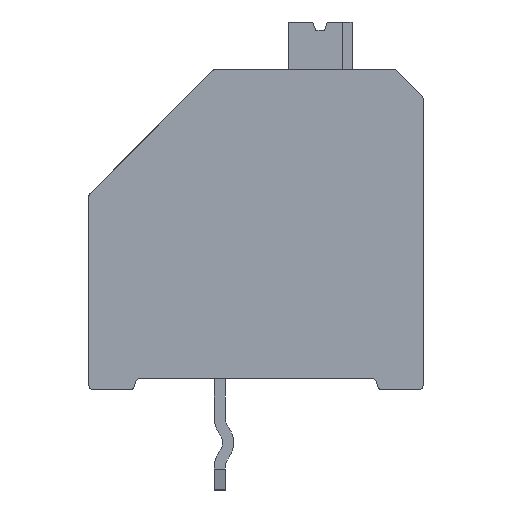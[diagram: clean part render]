
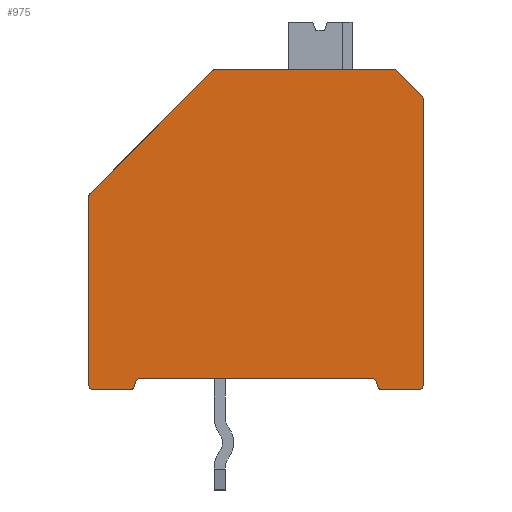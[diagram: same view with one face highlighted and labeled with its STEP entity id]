
A CAD part, front view. The second image highlights one B-rep face of the part: STEP entity #975.
In plain terms, the highlighted planar face has unit normal (0, -1, 0).
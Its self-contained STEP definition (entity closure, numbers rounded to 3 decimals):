
#975 = ADVANCED_FACE( '', ( #1934 ), #1935, .F. );
#1934 = FACE_OUTER_BOUND( '', #2871, .T. );
#1935 = PLANE( '', #2872 );
#2871 = EDGE_LOOP( '', ( #5703, #5704, #5705, #5706, #5707, #5708, #5709, #5710, #5711, #5712, #5713, #5714, #5715, #5716, #5717, #5718, #5719, #5720, #5721, #5722 ) );
#2872 = AXIS2_PLACEMENT_3D( '', #5723, #5724, #5725 );
#5703 = ORIENTED_EDGE( '', *, *, #6502, .F. );
#5704 = ORIENTED_EDGE( '', *, *, #6498, .F. );
#5705 = ORIENTED_EDGE( '', *, *, #6410, .F. );
#5706 = ORIENTED_EDGE( '', *, *, #5907, .F. );
#5707 = ORIENTED_EDGE( '', *, *, #6893, .F. );
#5708 = ORIENTED_EDGE( '', *, *, #6678, .F. );
#5709 = ORIENTED_EDGE( '', *, *, #6529, .F. );
#5710 = ORIENTED_EDGE( '', *, *, #6626, .F. );
#5711 = ORIENTED_EDGE( '', *, *, #6589, .F. );
#5712 = ORIENTED_EDGE( '', *, *, #6829, .F. );
#5713 = ORIENTED_EDGE( '', *, *, #6096, .F. );
#5714 = ORIENTED_EDGE( '', *, *, #5927, .F. );
#5715 = ORIENTED_EDGE( '', *, *, #6436, .F. );
#5716 = ORIENTED_EDGE( '', *, *, #6031, .F. );
#5717 = ORIENTED_EDGE( '', *, *, #5917, .F. );
#5718 = ORIENTED_EDGE( '', *, *, #6810, .F. );
#5719 = ORIENTED_EDGE( '', *, *, #5912, .F. );
#5720 = ORIENTED_EDGE( '', *, *, #6786, .F. );
#5721 = ORIENTED_EDGE( '', *, *, #5774, .F. );
#5722 = ORIENTED_EDGE( '', *, *, #6833, .F. );
#5723 = CARTESIAN_POINT( '', ( 0.17, -2.06, 6.76 ) );
#5724 = DIRECTION( '', ( 0., 1., 0. ) );
#5725 = DIRECTION( '', ( 0., 0., 1. ) );
#5774 = EDGE_CURVE( '', #6915, #6917, #6918, .T. );
#5907 = EDGE_CURVE( '', #7153, #7156, #7157, .T. );
#5912 = EDGE_CURVE( '', #7163, #7165, #7166, .T. );
#5917 = EDGE_CURVE( '', #7171, #7174, #7175, .T. );
#5927 = EDGE_CURVE( '', #7190, #7192, #7193, .T. );
#6031 = EDGE_CURVE( '', #7174, #7377, #7378, .T. );
#6096 = EDGE_CURVE( '', #7192, #7484, #7485, .T. );
#6410 = EDGE_CURVE( '', #7156, #7995, #7996, .T. );
#6436 = EDGE_CURVE( '', #7377, #7190, #8030, .T. );
#6498 = EDGE_CURVE( '', #7995, #8112, #8113, .T. );
#6502 = EDGE_CURVE( '', #8112, #8118, #8119, .T. );
#6529 = EDGE_CURVE( '', #8152, #8155, #8156, .T. );
#6589 = EDGE_CURVE( '', #8240, #8242, #8243, .T. );
#6626 = EDGE_CURVE( '', #8242, #8152, #8288, .T. );
#6678 = EDGE_CURVE( '', #8155, #8351, #8352, .T. );
#6786 = EDGE_CURVE( '', #6917, #7163, #8479, .T. );
#6810 = EDGE_CURVE( '', #7165, #7171, #8505, .T. );
#6829 = EDGE_CURVE( '', #7484, #8240, #8524, .T. );
#6833 = EDGE_CURVE( '', #8118, #6915, #8528, .T. );
#6893 = EDGE_CURVE( '', #8351, #7153, #8589, .T. );
#6915 = VERTEX_POINT( '', #8615 );
#6917 = VERTEX_POINT( '', #8618 );
#6918 = CIRCLE( '', #8619, 0.17 );
#7153 = VERTEX_POINT( '', #8968 );
#7156 = VERTEX_POINT( '', #8972 );
#7157 = LINE( '', #8973, #8974 );
#7163 = VERTEX_POINT( '', #8982 );
#7165 = VERTEX_POINT( '', #8985 );
#7166 = CIRCLE( '', #8986, 0.17 );
#7171 = VERTEX_POINT( '', #8992 );
#7174 = VERTEX_POINT( '', #8996 );
#7175 = CIRCLE( '', #8997, 0.17 );
#7190 = VERTEX_POINT( '', #9017 );
#7192 = VERTEX_POINT( '', #9020 );
#7193 = LINE( '', #9021, #9022 );
#7377 = VERTEX_POINT( '', #9276 );
#7378 = LINE( '', #9277, #9278 );
#7484 = VERTEX_POINT( '', #9426 );
#7485 = CIRCLE( '', #9427, 0.17 );
#7995 = VERTEX_POINT( '', #10181 );
#7996 = CIRCLE( '', #10182, 0.17 );
#8030 = CIRCLE( '', #10229, 0.17 );
#8112 = VERTEX_POINT( '', #10346 );
#8113 = LINE( '', #10347, #10348 );
#8118 = VERTEX_POINT( '', #10355 );
#8119 = CIRCLE( '', #10356, 0.17 );
#8152 = VERTEX_POINT( '', #10404 );
#8155 = VERTEX_POINT( '', #10408 );
#8156 = CIRCLE( '', #10409, 0.17 );
#8240 = VERTEX_POINT( '', #10529 );
#8242 = VERTEX_POINT( '', #10532 );
#8243 = CIRCLE( '', #10533, 0.17 );
#8288 = LINE( '', #10606, #10607 );
#8351 = VERTEX_POINT( '', #10694 );
#8352 = LINE( '', #10695, #10696 );
#8479 = LINE( '', #10877, #10878 );
#8505 = LINE( '', #10914, #10915 );
#8524 = LINE( '', #10939, #10940 );
#8528 = LINE( '', #10945, #10946 );
#8589 = CIRCLE( '', #11018, 0.17 );
#8615 = CARTESIAN_POINT( '', ( 4.45, -2.06, 11.28 ) );
#8618 = CARTESIAN_POINT( '', ( 4.57, -2.06, 11.33 ) );
#8619 = AXIS2_PLACEMENT_3D( '', #11034, #11035, #11036 );
#8968 = CARTESIAN_POINT( '', ( 1.47, -2.06, -0.17 ) );
#8972 = CARTESIAN_POINT( '', ( 0.17, -2.06, -0.17 ) );
#8973 = CARTESIAN_POINT( '', ( 1.47, -2.06, -0.17 ) );
#8974 = VECTOR( '', #11173, 1000. );
#8982 = CARTESIAN_POINT( '', ( 10.93, -2.06, 11.33 ) );
#8985 = CARTESIAN_POINT( '', ( 11.05, -2.06, 11.28 ) );
#8986 = AXIS2_PLACEMENT_3D( '', #11177, #11178, #11179 );
#8992 = CARTESIAN_POINT( '', ( 11.95, -2.06, 10.38 ) );
#8996 = CARTESIAN_POINT( '', ( 12., -2.06, 10.26 ) );
#8997 = AXIS2_PLACEMENT_3D( '', #11185, #11186, #11187 );
#9017 = CARTESIAN_POINT( '', ( 11.83, -2.06, -0.17 ) );
#9020 = CARTESIAN_POINT( '', ( 10.53, -2.06, -0.17 ) );
#9021 = CARTESIAN_POINT( '', ( 11.83, -2.06, -0.17 ) );
#9022 = VECTOR( '', #11197, 1000. );
#9276 = CARTESIAN_POINT( '', ( 12., -2.06, 0. ) );
#9277 = CARTESIAN_POINT( '', ( 12., -2.06, 0. ) );
#9278 = VECTOR( '', #11310, 1000. );
#9426 = CARTESIAN_POINT( '', ( 10.366, -2.06, -0.044 ) );
#9427 = AXIS2_PLACEMENT_3D( '', #11377, #11378, #11379 );
#10181 = CARTESIAN_POINT( '', ( 0., -2.06, 0. ) );
#10182 = AXIS2_PLACEMENT_3D( '', #11714, #11715, #11716 );
#10229 = AXIS2_PLACEMENT_3D( '', #11742, #11743, #11744 );
#10346 = CARTESIAN_POINT( '', ( 0., -2.06, 6.76 ) );
#10347 = CARTESIAN_POINT( '', ( 0., -2.06, 6.76 ) );
#10348 = VECTOR( '', #11795, 1000. );
#10355 = CARTESIAN_POINT( '', ( 0.05, -2.06, 6.88 ) );
#10356 = AXIS2_PLACEMENT_3D( '', #11798, #11799, #11800 );
#10404 = CARTESIAN_POINT( '', ( 1.838, -2.06, 0.23 ) );
#10408 = CARTESIAN_POINT( '', ( 1.673, -2.06, 0.104 ) );
#10409 = AXIS2_PLACEMENT_3D( '', #11823, #11824, #11825 );
#10529 = CARTESIAN_POINT( '', ( 10.327, -2.06, 0.104 ) );
#10532 = CARTESIAN_POINT( '', ( 10.162, -2.06, 0.23 ) );
#10533 = AXIS2_PLACEMENT_3D( '', #11875, #11876, #11877 );
#10606 = CARTESIAN_POINT( '', ( 1.838, -2.06, 0.23 ) );
#10607 = VECTOR( '', #11915, 1000. );
#10694 = CARTESIAN_POINT( '', ( 1.634, -2.06, -0.044 ) );
#10695 = CARTESIAN_POINT( '', ( 1.634, -2.06, -0.044 ) );
#10696 = VECTOR( '', #11961, 1000. );
#10877 = CARTESIAN_POINT( '', ( 4.57, -2.06, 11.33 ) );
#10878 = VECTOR( '', #12061, 1000. );
#10914 = CARTESIAN_POINT( '', ( 11.05, -2.06, 11.28 ) );
#10915 = VECTOR( '', #12075, 1000. );
#10939 = CARTESIAN_POINT( '', ( 10.327, -2.06, 0.104 ) );
#10940 = VECTOR( '', #12084, 1000. );
#10945 = CARTESIAN_POINT( '', ( 0.05, -2.06, 6.88 ) );
#10946 = VECTOR( '', #12086, 1000. );
#11018 = AXIS2_PLACEMENT_3D( '', #12110, #12111, #12112 );
#11034 = CARTESIAN_POINT( '', ( 4.57, -2.06, 11.16 ) );
#11035 = DIRECTION( '', ( 0., 1., 0. ) );
#11036 = DIRECTION( '', ( 1., 0., 0. ) );
#11173 = DIRECTION( '', ( -1., 0., 0. ) );
#11177 = CARTESIAN_POINT( '', ( 10.93, -2.06, 11.16 ) );
#11178 = DIRECTION( '', ( 0., 1., 0. ) );
#11179 = DIRECTION( '', ( 1., 0., 0. ) );
#11185 = CARTESIAN_POINT( '', ( 11.83, -2.06, 10.26 ) );
#11186 = DIRECTION( '', ( 0., 1., 0. ) );
#11187 = DIRECTION( '', ( -1., 0., 0. ) );
#11197 = DIRECTION( '', ( -1., 0., 0. ) );
#11310 = DIRECTION( '', ( 0., 0., -1. ) );
#11377 = CARTESIAN_POINT( '', ( 10.53, -2.06, 0. ) );
#11378 = DIRECTION( '', ( 0., 1., 0. ) );
#11379 = DIRECTION( '', ( 1., 0., 0. ) );
#11714 = CARTESIAN_POINT( '', ( 0.17, -2.06, 0. ) );
#11715 = DIRECTION( '', ( 0., 1., 0. ) );
#11716 = DIRECTION( '', ( 1., 0., 0. ) );
#11742 = CARTESIAN_POINT( '', ( 11.83, -2.06, 0. ) );
#11743 = DIRECTION( '', ( 0., 1., 0. ) );
#11744 = DIRECTION( '', ( -1., 0., 0. ) );
#11795 = DIRECTION( '', ( 0., 0., 1. ) );
#11798 = CARTESIAN_POINT( '', ( 0.17, -2.06, 6.76 ) );
#11799 = DIRECTION( '', ( 0., 1., 0. ) );
#11800 = DIRECTION( '', ( 1., 0., 0. ) );
#11823 = CARTESIAN_POINT( '', ( 1.838, -2.06, 0.06 ) );
#11824 = DIRECTION( '', ( 0., -1., 0. ) );
#11825 = DIRECTION( '', ( 1., 0., 0. ) );
#11875 = CARTESIAN_POINT( '', ( 10.162, -2.06, 0.06 ) );
#11876 = DIRECTION( '', ( 0., -1., 0. ) );
#11877 = DIRECTION( '', ( 1., 0., 0. ) );
#11915 = DIRECTION( '', ( -1., 0., 0. ) );
#11961 = DIRECTION( '', ( -0.259, 0., -0.966 ) );
#12061 = DIRECTION( '', ( 1., 0., 0. ) );
#12075 = DIRECTION( '', ( 0.707, 0., -0.707 ) );
#12084 = DIRECTION( '', ( -0.259, 0., 0.966 ) );
#12086 = DIRECTION( '', ( 0.707, 0., 0.707 ) );
#12110 = CARTESIAN_POINT( '', ( 1.47, -2.06, 0. ) );
#12111 = DIRECTION( '', ( 0., 1., 0. ) );
#12112 = DIRECTION( '', ( 1., 0., 0. ) );
